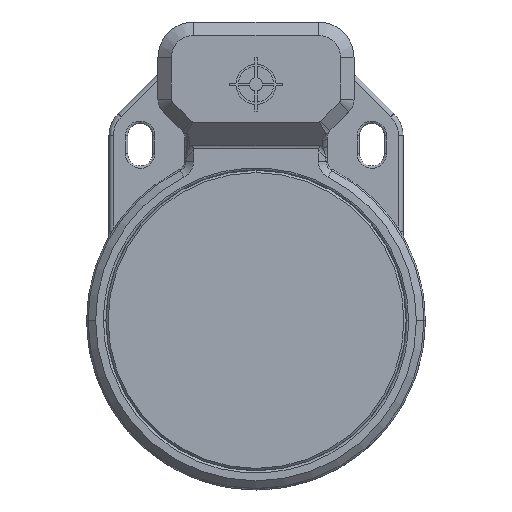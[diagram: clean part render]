
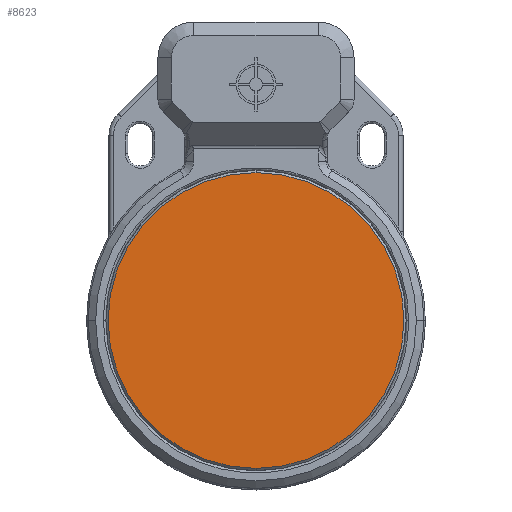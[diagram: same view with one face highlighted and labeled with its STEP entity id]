
A CAD part, top view. The second image highlights one B-rep face of the part: STEP entity #8623.
In plain terms, the highlighted planar face has unit normal (0, 0, 1).
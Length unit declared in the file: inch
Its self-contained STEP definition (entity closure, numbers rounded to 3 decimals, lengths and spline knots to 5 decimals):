
#258 = DIRECTION ( 'NONE',  ( 0., 0., 1. ) ) ;
#1791 = DIRECTION ( 'NONE',  ( 0., 0., 1. ) ) ;
#2291 = CIRCLE ( 'NONE', #17815, 1.30709 ) ;
#2921 = CARTESIAN_POINT ( 'NONE',  ( 0., -1.30709, 1.12205 ) ) ;
#3645 = CARTESIAN_POINT ( 'NONE',  ( 0., 0., 1.12205 ) ) ;
#3888 = ORIENTED_EDGE ( 'NONE', *, *, #8654, .T. ) ;
#6718 = DIRECTION ( 'NONE',  ( 0., 1., 0. ) ) ;
#7038 = CIRCLE ( 'NONE', #11820, 1.30709 ) ;
#8230 = VERTEX_POINT ( 'NONE', #2921 ) ;
#8623 = ADVANCED_FACE ( 'NONE', ( #17935 ), #18741, .T. ) ;
#8654 = EDGE_CURVE ( 'NONE', #18701, #8230, #7038, .T. ) ;
#10290 = CARTESIAN_POINT ( 'NONE',  ( 0., 0., 1.12205 ) ) ;
#10696 = AXIS2_PLACEMENT_3D ( 'NONE', #10290, #258, #12067 ) ;
#11820 = AXIS2_PLACEMENT_3D ( 'NONE', #3645, #1791, #18601 ) ;
#12067 = DIRECTION ( 'NONE',  ( 1., 0., 0. ) ) ;
#17340 = CARTESIAN_POINT ( 'NONE',  ( 0., 1.30709, 1.12205 ) ) ;
#17516 = ORIENTED_EDGE ( 'NONE', *, *, #18977, .T. ) ;
#17815 = AXIS2_PLACEMENT_3D ( 'NONE', #20273, #20419, #6718 ) ;
#17935 = FACE_OUTER_BOUND ( 'NONE', #21852, .T. ) ;
#18601 = DIRECTION ( 'NONE',  ( 0., 1., 0. ) ) ;
#18701 = VERTEX_POINT ( 'NONE', #17340 ) ;
#18741 = PLANE ( 'NONE',  #10696 ) ;
#18977 = EDGE_CURVE ( 'NONE', #8230, #18701, #2291, .T. ) ;
#20273 = CARTESIAN_POINT ( 'NONE',  ( 0., 0., 1.12205 ) ) ;
#20419 = DIRECTION ( 'NONE',  ( 0., 0., 1. ) ) ;
#21852 = EDGE_LOOP ( 'NONE', ( #3888, #17516 ) ) ;
